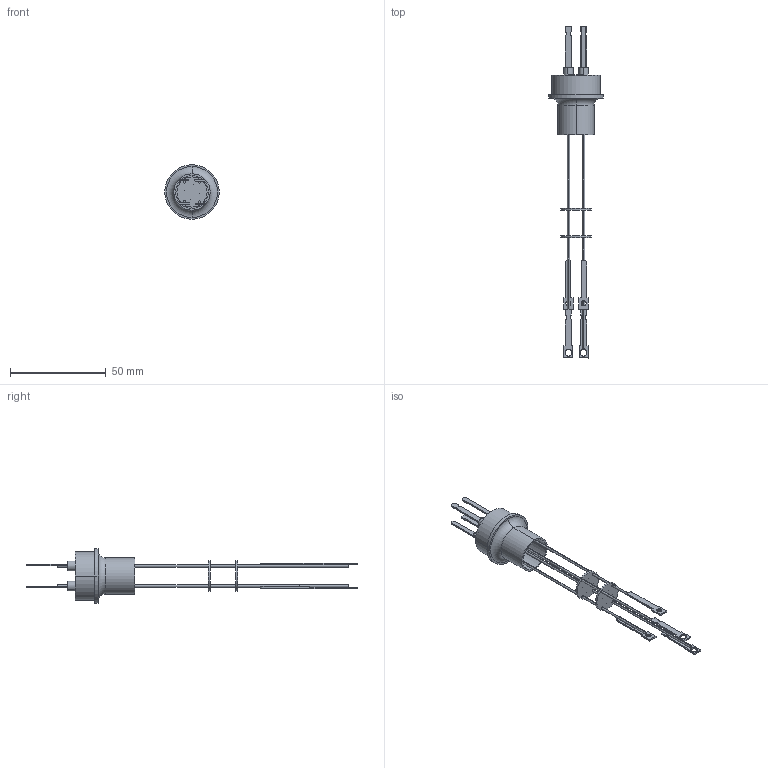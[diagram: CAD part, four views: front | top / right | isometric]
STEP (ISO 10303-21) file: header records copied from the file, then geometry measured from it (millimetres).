
FILE_DESCRIPTION (( 'STEP AP203' ), '1' );
FILE_NAME ('A0406-2-W.STEP', '2011-11-17T16:00:30', ( '' ), ( '' ), 'SwSTEP 2.0', 'SolidWorks 2011', '' );
FILE_SCHEMA (( 'CONFIG_CONTROL_DESIGN' ));
Length unit declared in the file: inch
Products named in the file (1): A0406-2-W
Bounding box: 28.57 x 173.74 x 28.57 mm (x, y, z)
Volume: 5584.2 mm3; surface area: 10888.2 mm2
Topology: 1 solids, 5 shells, 268 faces, 664 edges, 436 vertices
Faces by surface type: cylinder 138, plane 110, torus 12, cone 8
Entity records: 8225 total; most frequent: DIRECTION 1520, CARTESIAN_POINT 1369, ORIENTED_EDGE 1328, EDGE_CURVE 664, AXIS2_PLACEMENT_3D 587, VERTEX_POINT 436, VECTOR 346, LINE 346
